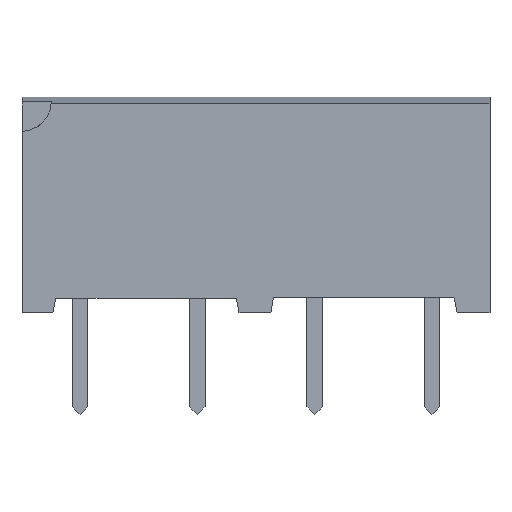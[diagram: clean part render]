
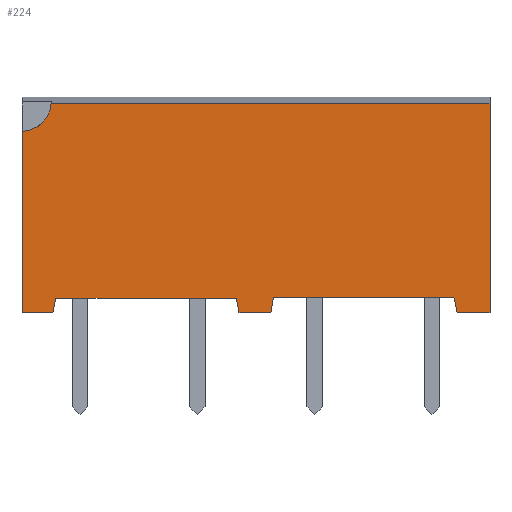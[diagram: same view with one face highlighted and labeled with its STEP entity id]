
A CAD part, front view. The second image highlights one B-rep face of the part: STEP entity #224.
In plain terms, the highlighted planar face has unit normal (0, -1, 0).
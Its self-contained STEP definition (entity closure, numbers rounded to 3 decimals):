
#22 = VERTEX_POINT('',#23);
#23 = CARTESIAN_POINT('',(-1.885,-1.905,0.1));
#31 = EDGE_CURVE('',#22,#32,#34,.T.);
#32 = VERTEX_POINT('',#33);
#33 = CARTESIAN_POINT('',(-0.885,-1.905,0.1));
#34 = LINE('',#35,#36);
#35 = CARTESIAN_POINT('',(-1.885,-1.905,0.1));
#36 = VECTOR('',#37,1.);
#37 = DIRECTION('',(1.,0.,0.));
#62 = EDGE_CURVE('',#63,#22,#65,.T.);
#63 = VERTEX_POINT('',#64);
#64 = CARTESIAN_POINT('',(-1.885,-1.905,6.));
#65 = LINE('',#66,#67);
#66 = CARTESIAN_POINT('',(-1.885,-1.905,6.9));
#67 = VECTOR('',#68,1.);
#68 = DIRECTION('',(0.,0.,-1.));
#204 = EDGE_CURVE('',#205,#32,#207,.T.);
#205 = VERTEX_POINT('',#206);
#206 = CARTESIAN_POINT('',(-0.785,-1.905,0.579));
#207 = LINE('',#208,#209);
#208 = CARTESIAN_POINT('',(-0.785,-1.905,0.579));
#209 = VECTOR('',#210,1.);
#210 = DIRECTION('',(-0.204,0.,-0.979
    ));
#224 = ADVANCED_FACE('',(#225),#309,.F.);
#225 = FACE_BOUND('',#226,.F.);
#226 = EDGE_LOOP('',(#227,#228,#237,#245,#253,#261,#269,#277,#285,#293,
    #301,#307,#308));
#227 = ORIENTED_EDGE('',*,*,#62,.F.);
#228 = ORIENTED_EDGE('',*,*,#229,.T.);
#229 = EDGE_CURVE('',#63,#230,#232,.T.);
#230 = VERTEX_POINT('',#231);
#231 = CARTESIAN_POINT('',(-0.938,-1.905,6.9));
#232 = CIRCLE('',#233,0.975);
#233 = AXIS2_PLACEMENT_3D('',#234,#235,#236);
#234 = CARTESIAN_POINT('',(-1.91,-1.905,6.975));
#235 = DIRECTION('',(0.,-1.,0.));
#236 = DIRECTION('',(0.,0.,-1.));
#237 = ORIENTED_EDGE('',*,*,#238,.T.);
#238 = EDGE_CURVE('',#230,#239,#241,.T.);
#239 = VERTEX_POINT('',#240);
#240 = CARTESIAN_POINT('',(13.315,-1.905,6.9));
#241 = LINE('',#242,#243);
#242 = CARTESIAN_POINT('',(-1.885,-1.905,6.9));
#243 = VECTOR('',#244,1.);
#244 = DIRECTION('',(1.,0.,0.));
#245 = ORIENTED_EDGE('',*,*,#246,.T.);
#246 = EDGE_CURVE('',#239,#247,#249,.T.);
#247 = VERTEX_POINT('',#248);
#248 = CARTESIAN_POINT('',(13.315,-1.905,0.1));
#249 = LINE('',#250,#251);
#250 = CARTESIAN_POINT('',(13.315,-1.905,6.9));
#251 = VECTOR('',#252,1.);
#252 = DIRECTION('',(0.,0.,-1.));
#253 = ORIENTED_EDGE('',*,*,#254,.F.);
#254 = EDGE_CURVE('',#255,#247,#257,.T.);
#255 = VERTEX_POINT('',#256);
#256 = CARTESIAN_POINT('',(12.245,-1.905,0.1));
#257 = LINE('',#258,#259);
#258 = CARTESIAN_POINT('',(-1.885,-1.905,0.1));
#259 = VECTOR('',#260,1.);
#260 = DIRECTION('',(1.,0.,0.));
#261 = ORIENTED_EDGE('',*,*,#262,.T.);
#262 = EDGE_CURVE('',#255,#263,#265,.T.);
#263 = VERTEX_POINT('',#264);
#264 = CARTESIAN_POINT('',(12.145,-1.905,0.6));
#265 = LINE('',#266,#267);
#266 = CARTESIAN_POINT('',(12.245,-1.905,0.1));
#267 = VECTOR('',#268,1.);
#268 = DIRECTION('',(-0.196,0.,0.981)
  );
#269 = ORIENTED_EDGE('',*,*,#270,.T.);
#270 = EDGE_CURVE('',#263,#271,#273,.T.);
#271 = VERTEX_POINT('',#272);
#272 = CARTESIAN_POINT('',(6.28,-1.905,0.6));
#273 = LINE('',#274,#275);
#274 = CARTESIAN_POINT('',(12.145,-1.905,0.6));
#275 = VECTOR('',#276,1.);
#276 = DIRECTION('',(-1.,0.,0.));
#277 = ORIENTED_EDGE('',*,*,#278,.T.);
#278 = EDGE_CURVE('',#271,#279,#281,.T.);
#279 = VERTEX_POINT('',#280);
#280 = CARTESIAN_POINT('',(6.197,-1.905,0.1));
#281 = LINE('',#282,#283);
#282 = CARTESIAN_POINT('',(6.28,-1.905,0.6));
#283 = VECTOR('',#284,1.);
#284 = DIRECTION('',(-0.164,0.,
    -0.986));
#285 = ORIENTED_EDGE('',*,*,#286,.F.);
#286 = EDGE_CURVE('',#287,#279,#289,.T.);
#287 = VERTEX_POINT('',#288);
#288 = CARTESIAN_POINT('',(5.163,-1.905,0.1));
#289 = LINE('',#290,#291);
#290 = CARTESIAN_POINT('',(-1.885,-1.905,0.1));
#291 = VECTOR('',#292,1.);
#292 = DIRECTION('',(1.,0.,0.));
#293 = ORIENTED_EDGE('',*,*,#294,.T.);
#294 = EDGE_CURVE('',#287,#295,#297,.T.);
#295 = VERTEX_POINT('',#296);
#296 = CARTESIAN_POINT('',(5.08,-1.905,0.579));
#297 = LINE('',#298,#299);
#298 = CARTESIAN_POINT('',(5.18,-1.905,0.));
#299 = VECTOR('',#300,1.);
#300 = DIRECTION('',(-0.17,0.,0.985)
  );
#301 = ORIENTED_EDGE('',*,*,#302,.T.);
#302 = EDGE_CURVE('',#295,#205,#303,.T.);
#303 = LINE('',#304,#305);
#304 = CARTESIAN_POINT('',(5.08,-1.905,0.579));
#305 = VECTOR('',#306,1.);
#306 = DIRECTION('',(-1.,0.,0.));
#307 = ORIENTED_EDGE('',*,*,#204,.T.);
#308 = ORIENTED_EDGE('',*,*,#31,.F.);
#309 = PLANE('',#310);
#310 = AXIS2_PLACEMENT_3D('',#311,#312,#313);
#311 = CARTESIAN_POINT('',(-1.885,-1.905,6.9));
#312 = DIRECTION('',(0.,1.,0.));
#313 = DIRECTION('',(0.,0.,-1.));
